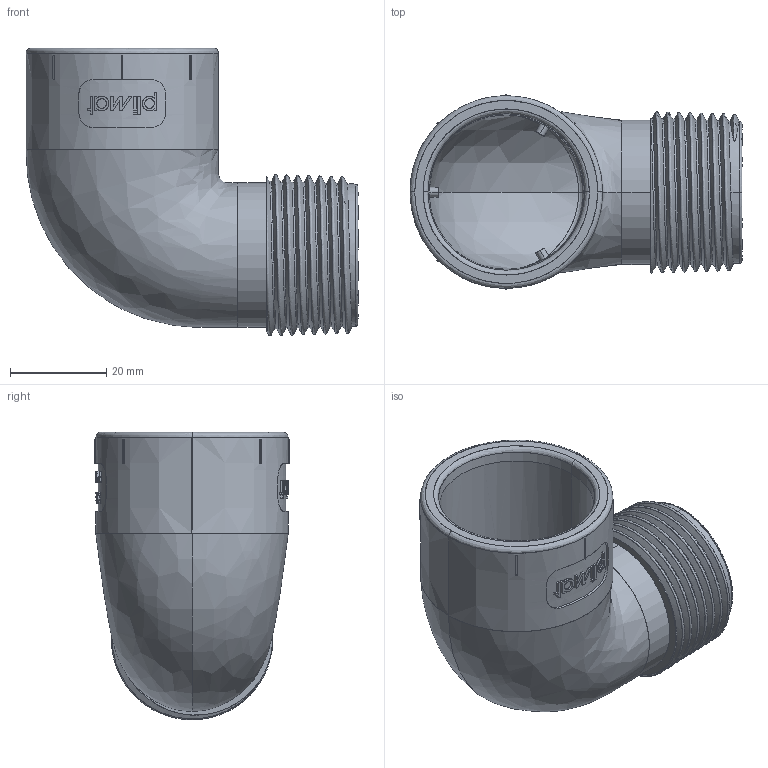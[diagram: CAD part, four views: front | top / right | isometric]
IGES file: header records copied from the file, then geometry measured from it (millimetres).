
Start section: SolidWorks IGES file using analytic representation for surfaces
Global section: file name: 01 10 1210 008.IGS; native system: SolidWorks 2014; preprocessor: SolidWorks 2014; author: utilizadort; date: 141112.152722; units: millimetre
Bounding box: 69 x 40.4 x 59.77 mm (x, y, z)
Surface area: 19042.2 mm2 (no closed solid volume)
Topology: 0 solids, 0 shells, 294 faces, 3980 edges, 3976 vertices
Faces by surface type: bspline 189, revolution 105
